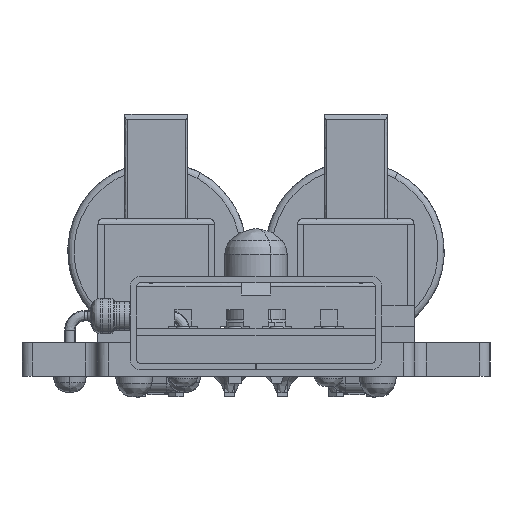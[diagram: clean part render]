
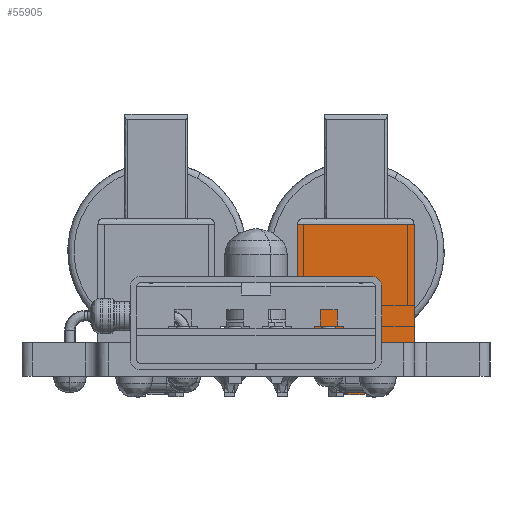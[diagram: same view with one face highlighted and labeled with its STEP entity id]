
A CAD part, left-side view. The second image highlights one B-rep face of the part: STEP entity #55905.
In plain terms, the highlighted free-form (B-spline) face has degree [1, 1] with [2, 2] control points.
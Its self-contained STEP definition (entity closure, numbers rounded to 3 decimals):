
#53893 = VERTEX_POINT('',#53894);
#53894 = CARTESIAN_POINT('',(11.408,-8.257,
    6.193));
#53899 = EDGE_CURVE('',#53900,#53893,#53902,.T.);
#53900 = VERTEX_POINT('',#53901);
#53901 = CARTESIAN_POINT('',(11.408,-8.257,0.));
#53902 = B_SPLINE_CURVE_WITH_KNOTS('',1,(#53903,#53904),.UNSPECIFIED.,
  .F.,.F.,(2,2),(-2.85,2.85),.PIECEWISE_BEZIER_KNOTS.);
#53903 = CARTESIAN_POINT('',(11.408,-8.257,0.));
#53904 = CARTESIAN_POINT('',(11.408,-8.257,
    6.193));
#54256 = EDGE_CURVE('',#53900,#54257,#54259,.T.);
#54257 = VERTEX_POINT('',#54258);
#54258 = CARTESIAN_POINT('',(11.408,-5.867,0.));
#54259 = B_SPLINE_CURVE_WITH_KNOTS('',1,(#54260,#54261),.UNSPECIFIED.,
  .F.,.F.,(2,2),(-1.1,1.1),.PIECEWISE_BEZIER_KNOTS.);
#54260 = CARTESIAN_POINT('',(11.408,-8.257,0.));
#54261 = CARTESIAN_POINT('',(11.408,-5.867,0.));
#54646 = VERTEX_POINT('',#54647);
#54647 = CARTESIAN_POINT('',(11.408,-2.173,0.));
#54652 = EDGE_CURVE('',#54646,#54653,#54655,.T.);
#54653 = VERTEX_POINT('',#54654);
#54654 = CARTESIAN_POINT('',(11.408,-2.173,
    6.193));
#54655 = B_SPLINE_CURVE_WITH_KNOTS('',1,(#54656,#54657),.UNSPECIFIED.,
  .F.,.F.,(2,2),(-2.85,2.85),.PIECEWISE_BEZIER_KNOTS.);
#54656 = CARTESIAN_POINT('',(11.408,-2.173,0.));
#54657 = CARTESIAN_POINT('',(11.408,-2.173,
    6.193));
#54877 = EDGE_CURVE('',#54653,#53893,#54878,.T.);
#54878 = B_SPLINE_CURVE_WITH_KNOTS('',1,(#54879,#54880),.UNSPECIFIED.,
  .F.,.F.,(2,2),(6.8,12.4),.PIECEWISE_BEZIER_KNOTS.);
#54879 = CARTESIAN_POINT('',(11.408,-2.173,
    6.193));
#54880 = CARTESIAN_POINT('',(11.408,-8.257,
    6.193));
#54987 = EDGE_CURVE('',#54988,#54646,#54990,.T.);
#54988 = VERTEX_POINT('',#54989);
#54989 = CARTESIAN_POINT('',(11.408,-4.563,0.));
#54990 = B_SPLINE_CURVE_WITH_KNOTS('',1,(#54991,#54992),.UNSPECIFIED.,
  .F.,.F.,(2,2),(-1.1,1.1),.PIECEWISE_BEZIER_KNOTS.);
#54991 = CARTESIAN_POINT('',(11.408,-4.563,0.));
#54992 = CARTESIAN_POINT('',(11.408,-2.173,0.));
#55801 = EDGE_CURVE('',#54257,#55802,#55804,.T.);
#55802 = VERTEX_POINT('',#55803);
#55803 = CARTESIAN_POINT('',(11.408,-5.867,
    -2.282));
#55804 = B_SPLINE_CURVE_WITH_KNOTS('',1,(#55805,#55806),.UNSPECIFIED.,
  .F.,.F.,(2,2),(-1.05,1.05),.PIECEWISE_BEZIER_KNOTS.);
#55805 = CARTESIAN_POINT('',(11.408,-5.867,0.));
#55806 = CARTESIAN_POINT('',(11.408,-5.867,
    -2.282));
#55822 = EDGE_CURVE('',#55823,#55802,#55825,.T.);
#55823 = VERTEX_POINT('',#55824);
#55824 = CARTESIAN_POINT('',(11.408,-5.432,
    -2.716));
#55825 = ( BOUNDED_CURVE() B_SPLINE_CURVE(2,(#55826,#55827,#55828),
.UNSPECIFIED.,.F.,.F.) B_SPLINE_CURVE_WITH_KNOTS((3,3),(0.,
1.571),.PIECEWISE_BEZIER_KNOTS.) CURVE() 
GEOMETRIC_REPRESENTATION_ITEM() RATIONAL_B_SPLINE_CURVE((1.,
0.707,1.)) REPRESENTATION_ITEM('') );
#55826 = CARTESIAN_POINT('',(11.408,-5.432,
    -2.716));
#55827 = CARTESIAN_POINT('',(11.408,-5.867,
    -2.716));
#55828 = CARTESIAN_POINT('',(11.408,-5.867,
    -2.282));
#55853 = EDGE_CURVE('',#54988,#55854,#55856,.T.);
#55854 = VERTEX_POINT('',#55855);
#55855 = CARTESIAN_POINT('',(11.408,-4.563,
    -2.282));
#55856 = B_SPLINE_CURVE_WITH_KNOTS('',1,(#55857,#55858),.UNSPECIFIED.,
  .F.,.F.,(2,2),(-1.05,1.05),.PIECEWISE_BEZIER_KNOTS.);
#55857 = CARTESIAN_POINT('',(11.408,-4.563,0.));
#55858 = CARTESIAN_POINT('',(11.408,-4.563,
    -2.282));
#55882 = VERTEX_POINT('',#55883);
#55883 = CARTESIAN_POINT('',(11.408,-4.998,
    -2.716));
#55896 = EDGE_CURVE('',#55882,#55823,#55897,.T.);
#55897 = B_SPLINE_CURVE_WITH_KNOTS('',1,(#55898,#55899),.UNSPECIFIED.,
  .F.,.F.,(2,2),(-0.2,0.2),.PIECEWISE_BEZIER_KNOTS.);
#55898 = CARTESIAN_POINT('',(11.408,-4.998,
    -2.716));
#55899 = CARTESIAN_POINT('',(11.408,-5.432,
    -2.716));
#55905 = ADVANCED_FACE('',(#55906),#55923,.F.);
#55906 = FACE_BOUND('',#55907,.T.);
#55907 = EDGE_LOOP('',(#55908,#55909,#55910,#55911,#55912,#55913,#55914,
    #55915,#55916,#55917));
#55908 = ORIENTED_EDGE('',*,*,#55896,.T.);
#55909 = ORIENTED_EDGE('',*,*,#55822,.T.);
#55910 = ORIENTED_EDGE('',*,*,#55801,.F.);
#55911 = ORIENTED_EDGE('',*,*,#54256,.F.);
#55912 = ORIENTED_EDGE('',*,*,#53899,.T.);
#55913 = ORIENTED_EDGE('',*,*,#54877,.F.);
#55914 = ORIENTED_EDGE('',*,*,#54652,.F.);
#55915 = ORIENTED_EDGE('',*,*,#54987,.F.);
#55916 = ORIENTED_EDGE('',*,*,#55853,.T.);
#55917 = ORIENTED_EDGE('',*,*,#55918,.F.);
#55918 = EDGE_CURVE('',#55882,#55854,#55919,.T.);
#55919 = ( BOUNDED_CURVE() B_SPLINE_CURVE(2,(#55920,#55921,#55922),
.UNSPECIFIED.,.F.,.F.) B_SPLINE_CURVE_WITH_KNOTS((3,3),(3.142,
4.712),.PIECEWISE_BEZIER_KNOTS.) CURVE() 
GEOMETRIC_REPRESENTATION_ITEM() RATIONAL_B_SPLINE_CURVE((1.,
0.707,1.)) REPRESENTATION_ITEM('') );
#55920 = CARTESIAN_POINT('',(11.408,-4.998,
    -2.716));
#55921 = CARTESIAN_POINT('',(11.408,-4.563,
    -2.716));
#55922 = CARTESIAN_POINT('',(11.408,-4.563,
    -2.282));
#55923 = B_SPLINE_SURFACE_WITH_KNOTS('',1,1,(
    (#55924,#55925)
    ,(#55926,#55927
    )),.UNSPECIFIED.,.F.,.F.,.F.,(2,2),(2,2),(-9.6,-4.),(-2.5,5.7),
  .PIECEWISE_BEZIER_KNOTS.);
#55924 = CARTESIAN_POINT('',(11.408,-8.257,
    -2.716));
#55925 = CARTESIAN_POINT('',(11.408,-8.257,
    6.193));
#55926 = CARTESIAN_POINT('',(11.408,-2.173,
    -2.716));
#55927 = CARTESIAN_POINT('',(11.408,-2.173,
    6.193));
